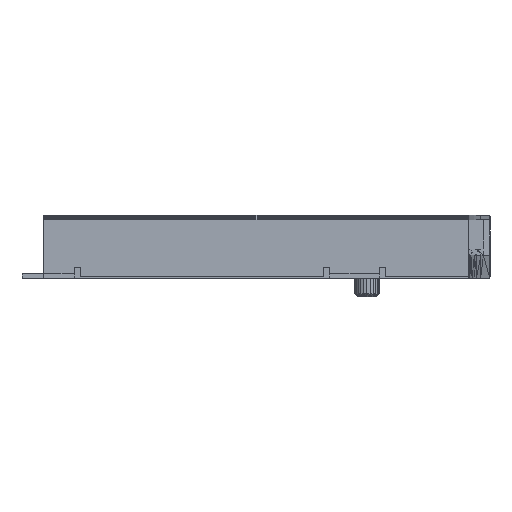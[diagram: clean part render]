
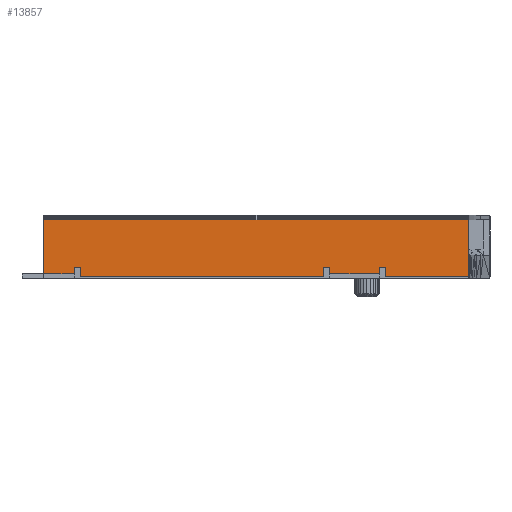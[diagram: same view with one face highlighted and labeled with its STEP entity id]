
A CAD part, left-side view. The second image highlights one B-rep face of the part: STEP entity #13857.
In plain terms, the highlighted planar face has unit normal (-1, 0, 0).
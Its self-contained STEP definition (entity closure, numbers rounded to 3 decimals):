
#12178 = VERTEX_POINT('',#12179);
#12179 = CARTESIAN_POINT('',(-7.375,7.25,1.9));
#12411 = VERTEX_POINT('',#12412);
#12412 = CARTESIAN_POINT('',(-7.375,7.25,0.15));
#12418 = EDGE_CURVE('',#12178,#12411,#12419,.T.);
#12419 = LINE('',#12420,#12421);
#12420 = CARTESIAN_POINT('',(-7.375,7.25,1.9));
#12421 = VECTOR('',#12422,1.);
#12422 = DIRECTION('',(0.,0.,-1.));
#12442 = VERTEX_POINT('',#12443);
#12443 = CARTESIAN_POINT('',(-7.375,6.25,0.15));
#12449 = EDGE_CURVE('',#12411,#12442,#12450,.T.);
#12450 = LINE('',#12451,#12452);
#12451 = CARTESIAN_POINT('',(-7.375,7.25,0.15));
#12452 = VECTOR('',#12453,1.);
#12453 = DIRECTION('',(0.,-1.,0.));
#12536 = VERTEX_POINT('',#12537);
#12537 = CARTESIAN_POINT('',(-7.375,6.25,0.35));
#12543 = EDGE_CURVE('',#12442,#12536,#12544,.T.);
#12544 = LINE('',#12545,#12546);
#12545 = CARTESIAN_POINT('',(-7.375,6.25,0.15));
#12546 = VECTOR('',#12547,1.);
#12547 = DIRECTION('',(0.,0.,1.));
#13587 = EDGE_CURVE('',#13588,#13590,#13592,.T.);
#13588 = VERTEX_POINT('',#13589);
#13589 = CARTESIAN_POINT('',(-7.375,-3.85,0.05)
  );
#13590 = VERTEX_POINT('',#13591);
#13591 = CARTESIAN_POINT('',(-7.375,-6.55,0.05)
  );
#13592 = LINE('',#13593,#13594);
#13593 = CARTESIAN_POINT('',(-7.375,-3.85,0.05)
  );
#13594 = VECTOR('',#13595,1.);
#13595 = DIRECTION('',(0.,-1.,0.));
#13684 = VERTEX_POINT('',#13685);
#13685 = CARTESIAN_POINT('',(-7.375,-3.65,0.35));
#13691 = EDGE_CURVE('',#13692,#13684,#13694,.T.);
#13692 = VERTEX_POINT('',#13693);
#13693 = CARTESIAN_POINT('',(-7.375,-3.65,0.15));
#13694 = LINE('',#13695,#13696);
#13695 = CARTESIAN_POINT('',(-7.375,-3.65,0.15));
#13696 = VECTOR('',#13697,1.);
#13697 = DIRECTION('',(0.,0.,1.));
#13714 = VERTEX_POINT('',#13715);
#13715 = CARTESIAN_POINT('',(-7.375,-2.05,0.15));
#13730 = EDGE_CURVE('',#13714,#13692,#13731,.T.);
#13731 = LINE('',#13732,#13733);
#13732 = CARTESIAN_POINT('',(-7.375,-2.05,0.15));
#13733 = VECTOR('',#13734,1.);
#13734 = DIRECTION('',(0.,-1.,0.));
#13753 = EDGE_CURVE('',#13754,#13714,#13756,.T.);
#13754 = VERTEX_POINT('',#13755);
#13755 = CARTESIAN_POINT('',(-7.375,-2.05,0.35));
#13756 = LINE('',#13757,#13758);
#13757 = CARTESIAN_POINT('',(-7.375,-2.05,0.35));
#13758 = VECTOR('',#13759,1.);
#13759 = DIRECTION('',(0.,0.,-1.));
#13832 = VERTEX_POINT('',#13833);
#13833 = CARTESIAN_POINT('',(-7.375,-1.85,0.05)
  );
#13839 = EDGE_CURVE('',#13840,#13832,#13842,.T.);
#13840 = VERTEX_POINT('',#13841);
#13841 = CARTESIAN_POINT('',(-7.375,6.05,0.05));
#13842 = LINE('',#13843,#13844);
#13843 = CARTESIAN_POINT('',(-7.375,6.05,0.05));
#13844 = VECTOR('',#13845,1.);
#13845 = DIRECTION('',(0.,-1.,0.));
#13857 = ADVANCED_FACE('',(#13858),#13924,.T.);
#13858 = FACE_BOUND('',#13859,.T.);
#13859 = EDGE_LOOP('',(#13860,#13861,#13869,#13875,#13876,#13877,#13878,
    #13886,#13892,#13893,#13901,#13907,#13908,#13909,#13910,#13918));
#13860 = ORIENTED_EDGE('',*,*,#13587,.T.);
#13861 = ORIENTED_EDGE('',*,*,#13862,.T.);
#13862 = EDGE_CURVE('',#13590,#13863,#13865,.T.);
#13863 = VERTEX_POINT('',#13864);
#13864 = CARTESIAN_POINT('',(-7.375,-6.55,1.9));
#13865 = LINE('',#13866,#13867);
#13866 = CARTESIAN_POINT('',(-7.375,-6.55,0.05)
  );
#13867 = VECTOR('',#13868,1.);
#13868 = DIRECTION('',(0.,0.,1.));
#13869 = ORIENTED_EDGE('',*,*,#13870,.T.);
#13870 = EDGE_CURVE('',#13863,#12178,#13871,.T.);
#13871 = LINE('',#13872,#13873);
#13872 = CARTESIAN_POINT('',(-7.375,-6.55,1.9));
#13873 = VECTOR('',#13874,1.);
#13874 = DIRECTION('',(0.,1.,0.));
#13875 = ORIENTED_EDGE('',*,*,#12418,.T.);
#13876 = ORIENTED_EDGE('',*,*,#12449,.T.);
#13877 = ORIENTED_EDGE('',*,*,#12543,.T.);
#13878 = ORIENTED_EDGE('',*,*,#13879,.T.);
#13879 = EDGE_CURVE('',#12536,#13880,#13882,.T.);
#13880 = VERTEX_POINT('',#13881);
#13881 = CARTESIAN_POINT('',(-7.375,6.05,0.35));
#13882 = LINE('',#13883,#13884);
#13883 = CARTESIAN_POINT('',(-7.375,6.25,0.35));
#13884 = VECTOR('',#13885,1.);
#13885 = DIRECTION('',(0.,-1.,0.));
#13886 = ORIENTED_EDGE('',*,*,#13887,.T.);
#13887 = EDGE_CURVE('',#13880,#13840,#13888,.T.);
#13888 = LINE('',#13889,#13890);
#13889 = CARTESIAN_POINT('',(-7.375,6.05,0.35));
#13890 = VECTOR('',#13891,1.);
#13891 = DIRECTION('',(0.,0.,-1.));
#13892 = ORIENTED_EDGE('',*,*,#13839,.T.);
#13893 = ORIENTED_EDGE('',*,*,#13894,.T.);
#13894 = EDGE_CURVE('',#13832,#13895,#13897,.T.);
#13895 = VERTEX_POINT('',#13896);
#13896 = CARTESIAN_POINT('',(-7.375,-1.85,0.35));
#13897 = LINE('',#13898,#13899);
#13898 = CARTESIAN_POINT('',(-7.375,-1.85,0.05)
  );
#13899 = VECTOR('',#13900,1.);
#13900 = DIRECTION('',(0.,0.,1.));
#13901 = ORIENTED_EDGE('',*,*,#13902,.T.);
#13902 = EDGE_CURVE('',#13895,#13754,#13903,.T.);
#13903 = LINE('',#13904,#13905);
#13904 = CARTESIAN_POINT('',(-7.375,-1.85,0.35));
#13905 = VECTOR('',#13906,1.);
#13906 = DIRECTION('',(0.,-1.,0.));
#13907 = ORIENTED_EDGE('',*,*,#13753,.T.);
#13908 = ORIENTED_EDGE('',*,*,#13730,.T.);
#13909 = ORIENTED_EDGE('',*,*,#13691,.T.);
#13910 = ORIENTED_EDGE('',*,*,#13911,.T.);
#13911 = EDGE_CURVE('',#13684,#13912,#13914,.T.);
#13912 = VERTEX_POINT('',#13913);
#13913 = CARTESIAN_POINT('',(-7.375,-3.85,0.35));
#13914 = LINE('',#13915,#13916);
#13915 = CARTESIAN_POINT('',(-7.375,-3.65,0.35));
#13916 = VECTOR('',#13917,1.);
#13917 = DIRECTION('',(0.,-1.,0.));
#13918 = ORIENTED_EDGE('',*,*,#13919,.T.);
#13919 = EDGE_CURVE('',#13912,#13588,#13920,.T.);
#13920 = LINE('',#13921,#13922);
#13921 = CARTESIAN_POINT('',(-7.375,-3.85,0.35));
#13922 = VECTOR('',#13923,1.);
#13923 = DIRECTION('',(0.,0.,-1.));
#13924 = PLANE('',#13925);
#13925 = AXIS2_PLACEMENT_3D('',#13926,#13927,#13928);
#13926 = CARTESIAN_POINT('',(-7.375,0.319,0.956));
#13927 = DIRECTION('',(-1.,-0.,-0.));
#13928 = DIRECTION('',(0.,0.,-1.));
